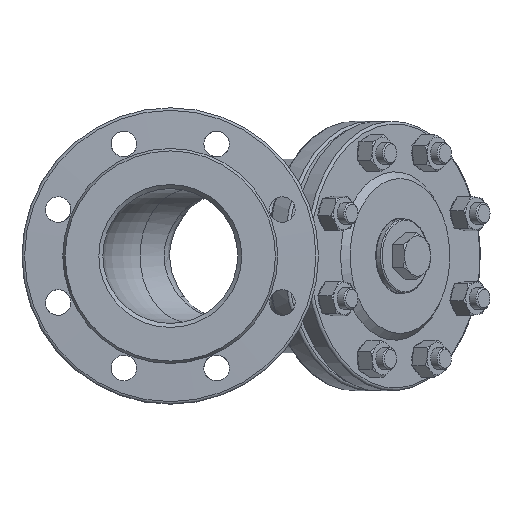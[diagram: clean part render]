
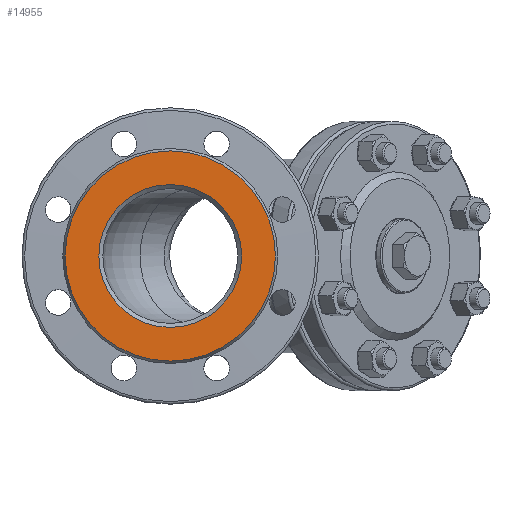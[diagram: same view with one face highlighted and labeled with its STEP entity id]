
A CAD part, left-side view. The second image highlights one B-rep face of the part: STEP entity #14955.
In plain terms, the highlighted planar face has unit normal (-1, 0, 0).
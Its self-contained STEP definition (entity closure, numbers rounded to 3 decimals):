
#505=PLANE('',#15996);
#837=FACE_BOUND('',#3599,.T.);
#1263=CIRCLE('',#15873,53.);
#1279=CIRCLE('',#15906,78.);
#2456=FACE_OUTER_BOUND('',#3598,.T.);
#3598=EDGE_LOOP('',(#12619));
#3599=EDGE_LOOP('',(#12620));
#7233=VERTEX_POINT('',#32408);
#7265=VERTEX_POINT('',#33525);
#9080=EDGE_CURVE('',#7233,#7233,#1263,.T.);
#9114=EDGE_CURVE('',#7265,#7265,#1279,.T.);
#12619=ORIENTED_EDGE('',*,*,#9114,.F.);
#12620=ORIENTED_EDGE('',*,*,#9080,.T.);
#14955=ADVANCED_FACE('',(#2456,#837),#505,.T.);
#15873=AXIS2_PLACEMENT_3D('',#32409,#18196,#18197);
#15906=AXIS2_PLACEMENT_3D('',#33526,#18262,#18263);
#15996=AXIS2_PLACEMENT_3D('',#37778,#18452,#18453);
#18196=DIRECTION('center_axis',(1.,0.,0.));
#18197=DIRECTION('ref_axis',(0.,0.,
-1.));
#18262=DIRECTION('center_axis',(1.,0.,0.));
#18263=DIRECTION('ref_axis',(0.,0.,
1.));
#18452=DIRECTION('center_axis',(-1.,0.,0.));
#18453=DIRECTION('ref_axis',(0.,0.,
-1.));
#32408=CARTESIAN_POINT('',(0.,-53.,0.));
#32409=CARTESIAN_POINT('Origin',(0.,0.,0.));
#33525=CARTESIAN_POINT('',(0.,0.,
-78.));
#33526=CARTESIAN_POINT('Origin',(0.,0.,0.));
#37778=CARTESIAN_POINT('Origin',(0.,0.,0.));
